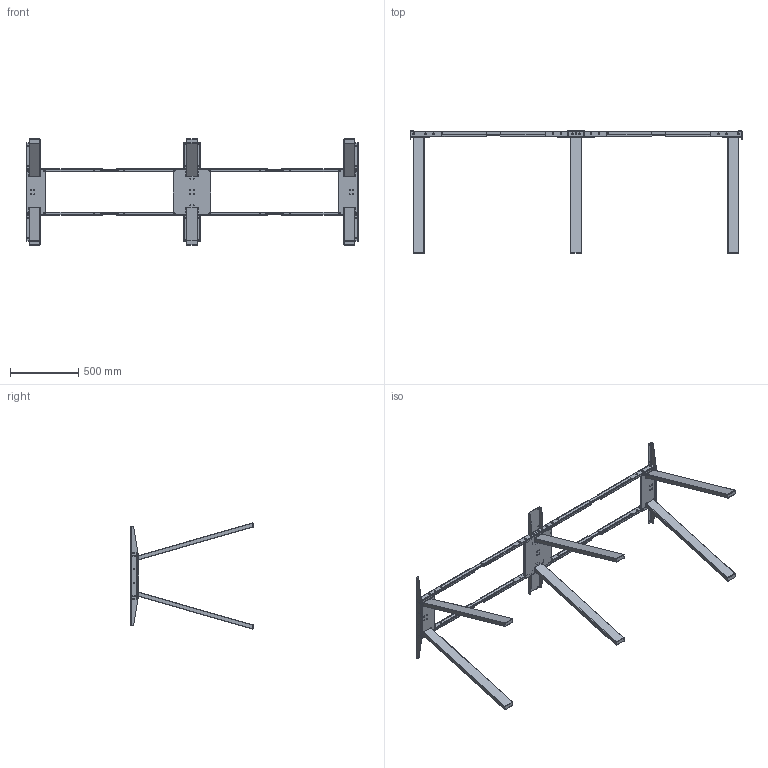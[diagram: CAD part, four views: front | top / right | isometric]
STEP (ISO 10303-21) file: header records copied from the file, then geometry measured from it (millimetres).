
FILE_DESCRIPTION (( 'STEP AP203' ), '1' );
FILE_NAME ('V-3 Aero Flex_höjd 900_50552x+50555x.STEP', '2019-03-29T12:31:12', ( '' ), ( '' ), 'SwSTEP 2.0', 'SolidWorks 2017', '' );
FILE_SCHEMA (( 'CONFIG_CONTROL_DESIGN' ));
Products named in the file (1): V-3 Aero Flex_h鐱d 900_50552x+50555x
Bounding box: 2434 x 899.33 x 778.89 mm (x, y, z)
Surface area: 3252766.8 mm2 (no closed solid volume)
Topology: 0 solids, 195 shells, 1026 faces, 3528 edges, 2680 vertices
Faces by surface type: cylinder 470, plane 420, cone 96, bspline 36, torus 4
Entity records: 39325 total; most frequent: CARTESIAN_POINT 8427, DIRECTION 6664, ORIENTED_EDGE 5196, EDGE_CURVE 3528, VERTEX_POINT 2680, AXIS2_PLACEMENT_3D 2397, LINE 1870, VECTOR 1870
